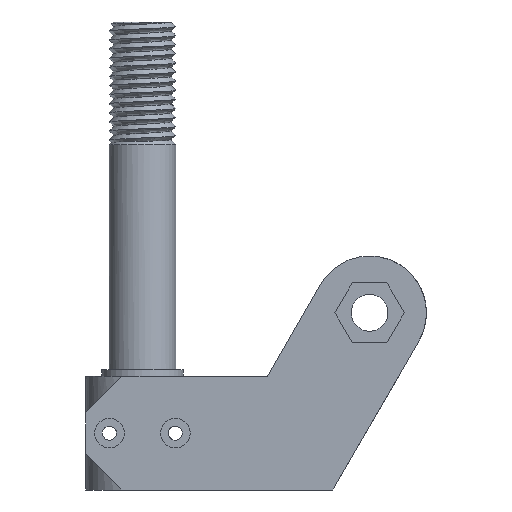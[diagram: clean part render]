
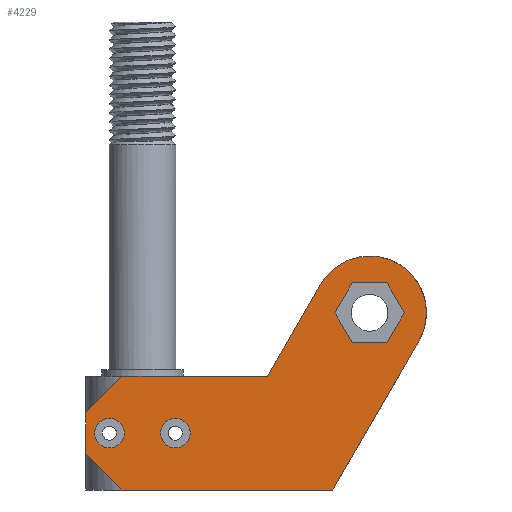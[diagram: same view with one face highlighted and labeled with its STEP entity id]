
A CAD part, left-side view. The second image highlights one B-rep face of the part: STEP entity #4229.
In plain terms, the highlighted planar face has unit normal (-1, 0, 0).
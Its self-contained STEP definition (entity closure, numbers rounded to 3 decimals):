
#412=CARTESIAN_POINT('',(-12.5,-39.175,20.25));
#413=VERTEX_POINT('',#412);
#420=CARTESIAN_POINT('',(-12.5,-60.825,7.75));
#421=VERTEX_POINT('',#420);
#422=CARTESIAN_POINT('',(-12.5,-50.0,14.));
#423=DIRECTION('',(-1.0,0.0,0.0));
#424=DIRECTION('',(0.0,-0.866,-0.5));
#425=AXIS2_PLACEMENT_3D('',#422,#423,#424);
#426=CIRCLE('',#425,12.5);
#427=EDGE_CURVE('',#421,#413,#426,.T.);
#443=CARTESIAN_POINT('',(-12.5,-57.621,14.0));
#444=VERTEX_POINT('',#443);
#445=CARTESIAN_POINT('',(-12.5,-53.811,7.4));
#446=VERTEX_POINT('',#445);
#447=CARTESIAN_POINT('',(-12.5,-57.621,14.));
#448=DIRECTION('',(0.0,0.5,-0.866));
#449=VECTOR('',#448,7.621);
#450=LINE('',#447,#449);
#451=EDGE_CURVE('',#444,#446,#450,.T.);
#483=CARTESIAN_POINT('',(-12.5,-53.811,20.6));
#484=VERTEX_POINT('',#483);
#485=CARTESIAN_POINT('',(-12.5,-53.811,20.6));
#486=DIRECTION('',(0.0,-0.5,-0.866));
#487=VECTOR('',#486,7.621);
#488=LINE('',#485,#487);
#489=EDGE_CURVE('',#484,#444,#488,.T.);
#514=CARTESIAN_POINT('',(-12.5,-46.189,20.6));
#515=VERTEX_POINT('',#514);
#516=CARTESIAN_POINT('',(-12.5,-46.189,20.6));
#517=DIRECTION('',(0.0,-1.0,0.0));
#518=VECTOR('',#517,7.621);
#519=LINE('',#516,#518);
#520=EDGE_CURVE('',#515,#484,#519,.T.);
#545=CARTESIAN_POINT('',(-12.5,-42.379,14.));
#546=VERTEX_POINT('',#545);
#547=CARTESIAN_POINT('',(-12.5,-42.379,14.));
#548=DIRECTION('',(0.0,-0.5,0.866));
#549=VECTOR('',#548,7.621);
#550=LINE('',#547,#549);
#551=EDGE_CURVE('',#546,#515,#550,.T.);
#576=CARTESIAN_POINT('',(-12.5,-46.189,7.4));
#577=VERTEX_POINT('',#576);
#578=CARTESIAN_POINT('',(-12.5,-46.189,7.4));
#579=DIRECTION('',(0.0,0.5,0.866));
#580=VECTOR('',#579,7.621);
#581=LINE('',#578,#580);
#582=EDGE_CURVE('',#577,#546,#581,.T.);
#607=CARTESIAN_POINT('',(-12.5,-53.811,7.4));
#608=DIRECTION('',(0.0,1.0,0.0));
#609=VECTOR('',#608,7.621);
#610=LINE('',#607,#609);
#611=EDGE_CURVE('',#446,#577,#610,.T.);
#3600=CARTESIAN_POINT('',(-12.5,7.25,-9.25));
#3601=VERTEX_POINT('',#3600);
#3602=CARTESIAN_POINT('',(-12.5,7.25,-12.5));
#3603=DIRECTION('',(1.0,0.0,0.0));
#3604=DIRECTION('',(0.0,0.0,-1.0));
#3605=AXIS2_PLACEMENT_3D('',#3602,#3603,#3604);
#3606=CIRCLE('',#3605,3.25);
#3607=EDGE_CURVE('',#3601,#3601,#3606,.T.);
#3648=CARTESIAN_POINT('',(-12.5,-7.25,-9.25));
#3649=VERTEX_POINT('',#3648);
#3650=CARTESIAN_POINT('',(-12.5,-7.25,-12.5));
#3651=DIRECTION('',(1.0,0.0,0.0));
#3652=DIRECTION('',(0.0,0.0,-1.0));
#3653=AXIS2_PLACEMENT_3D('',#3650,#3651,#3652);
#3654=CIRCLE('',#3653,3.25);
#3655=EDGE_CURVE('',#3649,#3649,#3654,.T.);
#3973=CARTESIAN_POINT('',(-12.5,12.5,-8.0));
#3974=VERTEX_POINT('',#3973);
#3981=CARTESIAN_POINT('',(-12.5,4.5,0.));
#3982=VERTEX_POINT('',#3981);
#3983=CARTESIAN_POINT('',(-12.5,4.5,0.));
#3984=DIRECTION('',(0.0,0.707,-0.707));
#3985=VECTOR('',#3984,11.314);
#3986=LINE('',#3983,#3985);
#3987=EDGE_CURVE('',#3982,#3974,#3986,.T.);
#4003=CARTESIAN_POINT('',(-12.5,12.5,-17.0));
#4004=VERTEX_POINT('',#4003);
#4011=CARTESIAN_POINT('',(-12.5,12.5,-8.));
#4012=DIRECTION('',(0.0,0.0,-1.0));
#4013=VECTOR('',#4012,9.);
#4014=LINE('',#4011,#4013);
#4015=EDGE_CURVE('',#3974,#4004,#4014,.T.);
#4043=CARTESIAN_POINT('',(-12.5,4.5,-25.0));
#4044=VERTEX_POINT('',#4043);
#4051=CARTESIAN_POINT('',(-12.5,12.5,-17.0));
#4052=DIRECTION('',(0.0,-0.707,-0.707));
#4053=VECTOR('',#4052,11.314);
#4054=LINE('',#4051,#4053);
#4055=EDGE_CURVE('',#4004,#4044,#4054,.T.);
#4074=CARTESIAN_POINT('',(-12.5,-41.917,-25.));
#4075=VERTEX_POINT('',#4074);
#4082=CARTESIAN_POINT('',(-12.5,4.5,-25.0));
#4083=DIRECTION('',(0.0,-1.0,0.0));
#4084=VECTOR('',#4083,46.417);
#4085=LINE('',#4082,#4084);
#4086=EDGE_CURVE('',#4044,#4075,#4085,.T.);
#4136=CARTESIAN_POINT('',(-12.5,-27.483,0.));
#4137=VERTEX_POINT('',#4136);
#4138=CARTESIAN_POINT('',(-12.5,-27.483,0.));
#4139=DIRECTION('',(0.0,1.0,0.0));
#4140=VECTOR('',#4139,31.983);
#4141=LINE('',#4138,#4140);
#4142=EDGE_CURVE('',#4137,#3982,#4141,.T.);
#4190=CARTESIAN_POINT('',(-12.5,-30.089,-4.51));
#4191=DIRECTION('',(1.0,0.0,0.0));
#4192=DIRECTION('',(0.0,0.0,-1.0));
#4193=AXIS2_PLACEMENT_3D('',#4190,#4191,#4192);
#4194=PLANE('',#4193);
#4195=ORIENTED_EDGE('',*,*,#4086,.T.);
#4196=CARTESIAN_POINT('',(-12.5,-41.917,-25.));
#4197=DIRECTION('',(0.0,-0.5,0.866));
#4198=VECTOR('',#4197,37.816);
#4199=LINE('',#4196,#4198);
#4200=EDGE_CURVE('',#4075,#421,#4199,.T.);
#4201=ORIENTED_EDGE('',*,*,#4200,.T.);
#4202=ORIENTED_EDGE('',*,*,#427,.T.);
#4203=CARTESIAN_POINT('',(-12.5,-39.175,20.25));
#4204=DIRECTION('',(0.0,0.5,-0.866));
#4205=VECTOR('',#4204,23.383);
#4206=LINE('',#4203,#4205);
#4207=EDGE_CURVE('',#413,#4137,#4206,.T.);
#4208=ORIENTED_EDGE('',*,*,#4207,.T.);
#4209=ORIENTED_EDGE('',*,*,#4142,.T.);
#4210=ORIENTED_EDGE('',*,*,#3987,.T.);
#4211=ORIENTED_EDGE('',*,*,#4015,.T.);
#4212=ORIENTED_EDGE('',*,*,#4055,.T.);
#4213=EDGE_LOOP('',(#4195,#4201,#4202,#4208,#4209,#4210,#4211,#4212));
#4214=FACE_OUTER_BOUND('',#4213,.T.);
#4215=ORIENTED_EDGE('',*,*,#451,.T.);
#4216=ORIENTED_EDGE('',*,*,#611,.T.);
#4217=ORIENTED_EDGE('',*,*,#582,.T.);
#4218=ORIENTED_EDGE('',*,*,#551,.T.);
#4219=ORIENTED_EDGE('',*,*,#520,.T.);
#4220=ORIENTED_EDGE('',*,*,#489,.T.);
#4221=EDGE_LOOP('',(#4215,#4216,#4217,#4218,#4219,#4220));
#4222=FACE_BOUND('',#4221,.T.);
#4223=ORIENTED_EDGE('',*,*,#3607,.T.);
#4224=EDGE_LOOP('',(#4223));
#4225=FACE_BOUND('',#4224,.T.);
#4226=ORIENTED_EDGE('',*,*,#3655,.T.);
#4227=EDGE_LOOP('',(#4226));
#4228=FACE_BOUND('',#4227,.T.);
#4229=ADVANCED_FACE('',(#4214,#4222,#4225,#4228),#4194,.F.);
